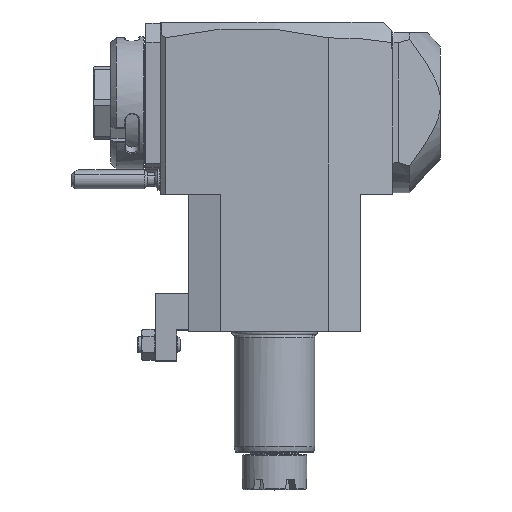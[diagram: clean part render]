
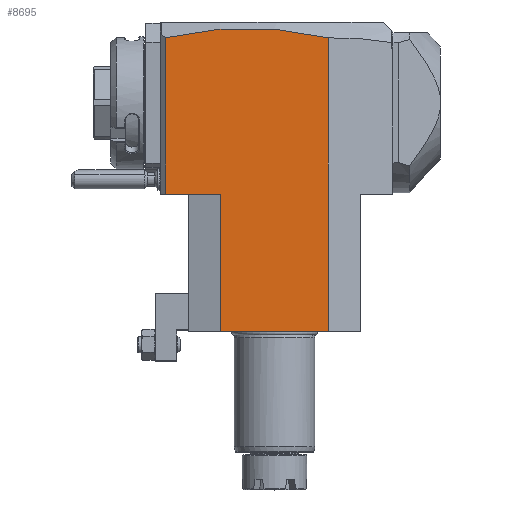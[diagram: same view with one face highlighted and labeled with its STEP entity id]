
A CAD part, top view. The second image highlights one B-rep face of the part: STEP entity #8695.
In plain terms, the highlighted planar face has unit normal (0, 0, 1).
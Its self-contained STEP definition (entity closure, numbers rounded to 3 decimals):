
#17=DIRECTION('',(-1.,0.,0.));
#18=VECTOR('',#17,40.);
#19=CARTESIAN_POINT('',(20.,0.,32.));
#20=LINE('',#19,#18);
#851=DIRECTION('',(0.,1.,0.));
#852=VECTOR('',#851,109.092);
#853=CARTESIAN_POINT('',(20.,0.,32.));
#854=LINE('',#853,#852);
#877=DIRECTION('',(-1.,0.,0.));
#878=VECTOR('',#877,20.5);
#879=CARTESIAN_POINT('',(-20.,51.,32.));
#880=LINE('',#879,#878);
#881=CARTESIAN_POINT('',(-40.5,109.133,32.));
#882=CARTESIAN_POINT('',(-35.458,110.345,32.));
#883=CARTESIAN_POINT('',(-25.373,112.145,32.));
#884=CARTESIAN_POINT('',(-10.247,113.032,32.));
#885=CARTESIAN_POINT('',(4.877,112.124,32.));
#886=CARTESIAN_POINT('',(14.959,110.311,32.));
#887=CARTESIAN_POINT('',(20.,109.092,32.));
#901=DIRECTION('',(0.,-1.,0.));
#902=VECTOR('',#901,58.133);
#903=CARTESIAN_POINT('',(-40.5,109.133,32.));
#904=LINE('',#903,#902);
#914=DIRECTION('',(0.,-1.,0.));
#915=VECTOR('',#914,51.);
#916=CARTESIAN_POINT('',(-20.,51.,32.));
#917=LINE('',#916,#915);
#7303=VERTEX_POINT('',#881);
#7304=VERTEX_POINT('',#887);
#7667=CARTESIAN_POINT('',(-40.5,51.,32.));
#7669=VERTEX_POINT('',#7667);
#7687=CARTESIAN_POINT('',(20.,0.,32.));
#7688=VERTEX_POINT('',#7687);
#7689=CARTESIAN_POINT('',(-20.,0.,32.));
#7690=VERTEX_POINT('',#7689);
#7927=CARTESIAN_POINT('',(-20.,51.,32.));
#7928=VERTEX_POINT('',#7927);
#8679=CARTESIAN_POINT('',(-35.103,51.,32.));
#8680=DIRECTION('',(0.,0.,1.));
#8681=DIRECTION('',(1.,0.,0.));
#8682=AXIS2_PLACEMENT_3D('',#8679,#8680,#8681);
#8683=PLANE('',#8682);
#8685=ORIENTED_EDGE('',*,*,#8684,.T.);
#8687=ORIENTED_EDGE('',*,*,#8686,.F.);
#8688=ORIENTED_EDGE('',*,*,#8150,.T.);
#8689=ORIENTED_EDGE('',*,*,#8667,.F.);
#8690=ORIENTED_EDGE('',*,*,#7942,.T.);
#8692=ORIENTED_EDGE('',*,*,#8691,.F.);
#8693=EDGE_LOOP('',(#8685,#8687,#8688,#8689,#8690,#8692));
#8694=FACE_OUTER_BOUND('',#8693,.F.);
#888=B_SPLINE_CURVE_WITH_KNOTS('',3,(#881,#882,#883,#884,#885,#886,#887),
.UNSPECIFIED.,.F.,.F.,(4,1,1,1,4),(0.,0.25,0.5,0.75,1.),
.UNSPECIFIED.);
#7942=EDGE_CURVE('',#7688,#7690,#20,.T.);
#8150=EDGE_CURVE('',#7303,#7304,#888,.T.);
#8667=EDGE_CURVE('',#7688,#7304,#854,.T.);
#8684=EDGE_CURVE('',#7928,#7669,#880,.T.);
#8686=EDGE_CURVE('',#7303,#7669,#904,.T.);
#8691=EDGE_CURVE('',#7928,#7690,#917,.T.);
#8695=ADVANCED_FACE('',(#8694),#8683,.T.);
